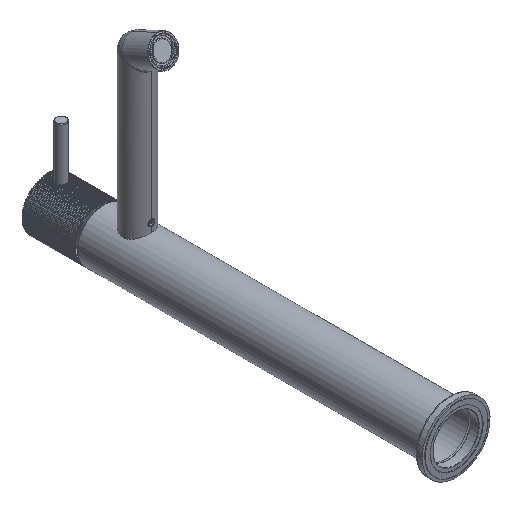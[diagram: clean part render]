
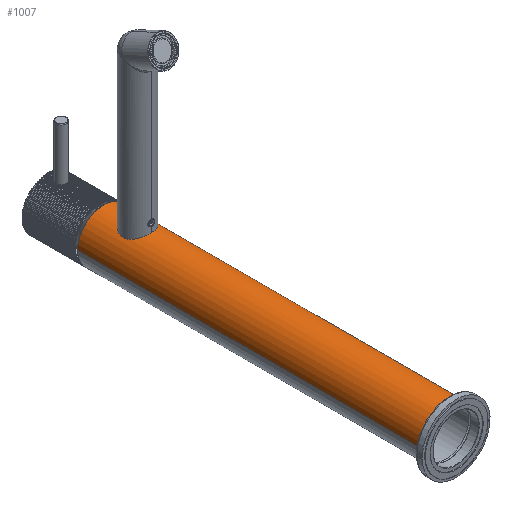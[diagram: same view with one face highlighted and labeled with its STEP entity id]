
A CAD part, isometric view. The second image highlights one B-rep face of the part: STEP entity #1007.
In plain terms, the highlighted cylindrical face has radius 20 mm (diameter 40 mm), a partial arc.
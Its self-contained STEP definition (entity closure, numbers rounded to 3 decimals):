
#74=CARTESIAN_POINT('',(0.,5.,0.));
#75=DIRECTION('',(0.,1.,0.));
#76=DIRECTION('',(-1.,0.,0.));
#77=AXIS2_PLACEMENT_3D('',#74,#75,#76);
#89=DIRECTION('',(0.,-1.,0.));
#90=VECTOR('',#89,264.8);
#91=CARTESIAN_POINT('',(-20.,269.8,0.));
#92=LINE('',#91,#90);
#93=DIRECTION('',(0.,-1.,0.));
#94=VECTOR('',#93,264.8);
#95=CARTESIAN_POINT('',(20.,269.8,0.));
#96=LINE('',#95,#94);
#97=CARTESIAN_POINT('',(0.,269.8,0.));
#98=DIRECTION('',(0.,-1.,0.));
#99=DIRECTION('',(1.,0.,0.));
#100=AXIS2_PLACEMENT_3D('',#97,#98,#99);
#600=CARTESIAN_POINT('',(0.,237.,20.));
#601=CARTESIAN_POINT('',(-0.544,237.,20.));
#602=CARTESIAN_POINT('',(-1.638,237.127,19.955));
#603=CARTESIAN_POINT('',(-3.21,237.704,19.76));
#604=CARTESIAN_POINT('',(-4.614,238.644,19.476));
#605=CARTESIAN_POINT('',(-5.786,239.93,19.155));
#606=CARTESIAN_POINT('',(-6.612,241.497,18.879));
#607=CARTESIAN_POINT('',(-7.011,243.122,18.731));
#608=CARTESIAN_POINT('',(-7.018,244.8,18.729));
#609=CARTESIAN_POINT('',(-6.656,246.366,18.863));
#610=CARTESIAN_POINT('',(-5.901,247.895,19.118));
#611=CARTESIAN_POINT('',(-4.775,249.218,19.437));
#612=CARTESIAN_POINT('',(-3.32,250.248,19.744));
#613=CARTESIAN_POINT('',(-1.665,250.872,19.954));
#614=CARTESIAN_POINT('',(-0.548,251.,20.));
#615=CARTESIAN_POINT('',(0.,251.,20.));
#621=CARTESIAN_POINT('',(0.,251.,20.));
#622=CARTESIAN_POINT('',(0.544,251.,20.));
#623=CARTESIAN_POINT('',(1.638,250.873,19.955));
#624=CARTESIAN_POINT('',(3.209,250.296,19.76));
#625=CARTESIAN_POINT('',(4.615,249.355,19.476));
#626=CARTESIAN_POINT('',(5.788,248.068,19.154));
#627=CARTESIAN_POINT('',(6.612,246.503,18.879));
#628=CARTESIAN_POINT('',(7.012,244.877,18.731));
#629=CARTESIAN_POINT('',(7.017,243.199,18.729));
#630=CARTESIAN_POINT('',(6.658,241.643,18.862));
#631=CARTESIAN_POINT('',(5.907,240.114,19.116));
#632=CARTESIAN_POINT('',(4.783,238.79,19.435));
#633=CARTESIAN_POINT('',(3.326,237.755,19.743));
#634=CARTESIAN_POINT('',(1.666,237.128,19.954));
#635=CARTESIAN_POINT('',(0.548,237.,20.));
#636=CARTESIAN_POINT('',(0.,237.,20.));
#705=CARTESIAN_POINT('',(20.,5.,0.));
#706=CARTESIAN_POINT('',(-20.,5.,0.));
#707=VERTEX_POINT('',#705);
#708=VERTEX_POINT('',#706);
#709=CARTESIAN_POINT('',(20.,269.8,0.));
#710=VERTEX_POINT('',#709);
#711=CARTESIAN_POINT('',(-20.,269.8,0.));
#712=VERTEX_POINT('',#711);
#713=VERTEX_POINT('',#621);
#714=VERTEX_POINT('',#636);
#989=CARTESIAN_POINT('',(0.,270.,0.));
#990=DIRECTION('',(0.,-1.,0.));
#991=DIRECTION('',(-1.,0.,0.));
#992=AXIS2_PLACEMENT_3D('',#989,#990,#991);
#993=CYLINDRICAL_SURFACE('',#992,20.);
#994=ORIENTED_EDGE('',*,*,#965,.F.);
#995=ORIENTED_EDGE('',*,*,#984,.F.);
#997=ORIENTED_EDGE('',*,*,#996,.F.);
#998=ORIENTED_EDGE('',*,*,#980,.T.);
#999=EDGE_LOOP('',(#994,#995,#997,#998));
#1000=FACE_OUTER_BOUND('',#999,.F.);
#1002=ORIENTED_EDGE('',*,*,#1001,.F.);
#1004=ORIENTED_EDGE('',*,*,#1003,.F.);
#1005=EDGE_LOOP('',(#1002,#1004));
#1006=FACE_BOUND('',#1005,.F.);
#1007=ADVANCED_FACE('',(#1000,#1006),#993,.T.);
#78=CIRCLE('',#77,20.);
#101=CIRCLE('',#100,20.);
#616=B_SPLINE_CURVE_WITH_KNOTS('',3,(#600,#601,#602,#603,#604,#605,#606,#607,
#608,#609,#610,#611,#612,#613,#614,#615),.UNSPECIFIED.,.F.,.F.,(4,1,1,1,1,1,1,1,
1,1,1,1,1,4),(0.,0.077,0.154,0.231,
0.308,0.385,0.462,0.538,
0.615,0.692,0.769,0.846,
0.923,1.),.UNSPECIFIED.);
#637=B_SPLINE_CURVE_WITH_KNOTS('',3,(#621,#622,#623,#624,#625,#626,#627,#628,
#629,#630,#631,#632,#633,#634,#635,#636),.UNSPECIFIED.,.F.,.F.,(4,1,1,1,1,1,1,1,
1,1,1,1,1,4),(0.,0.077,0.154,0.231,
0.308,0.385,0.462,0.538,
0.615,0.692,0.769,0.846,
0.923,1.),.UNSPECIFIED.);
#965=EDGE_CURVE('',#708,#707,#78,.T.);
#980=EDGE_CURVE('',#710,#707,#96,.T.);
#984=EDGE_CURVE('',#712,#708,#92,.T.);
#996=EDGE_CURVE('',#710,#712,#101,.T.);
#1001=EDGE_CURVE('',#713,#714,#637,.T.);
#1003=EDGE_CURVE('',#714,#713,#616,.T.);
